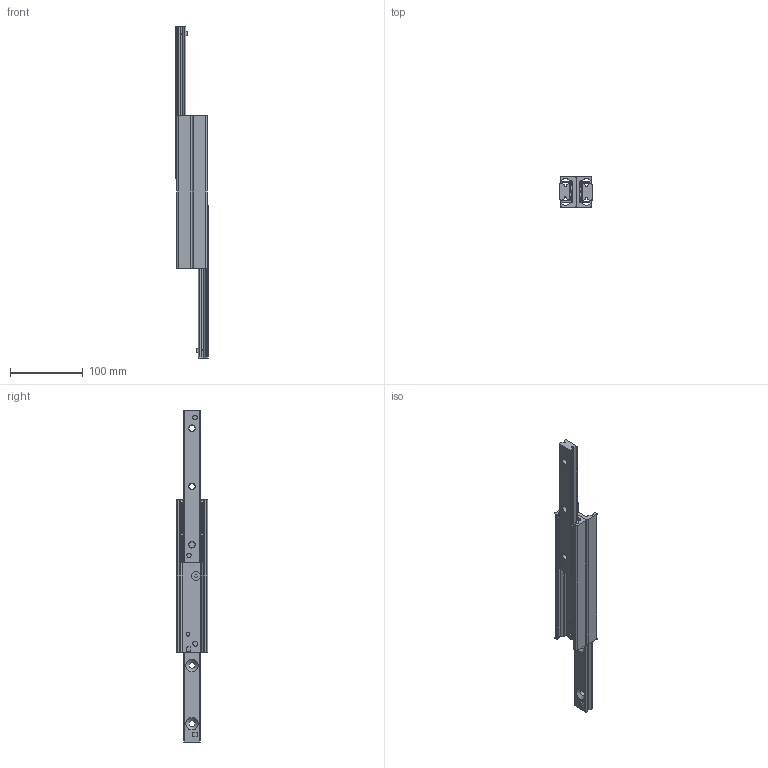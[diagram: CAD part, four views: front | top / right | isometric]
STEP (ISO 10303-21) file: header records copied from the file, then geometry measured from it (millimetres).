
FILE_DESCRIPTION((''),'2;1');
FILE_NAME('LCAH 43-0210.DD.stp','2011-03-08T13:24:09',('MKoza'),(''),'Autodesk Inventor 2009','Autodesk Inventor 2009','');
FILE_SCHEMA(('AUTOMOTIVE_DESIGN { 1 0 10303 214 1 1 1 1 }'));
Length unit declared in the file: millimetre
Products named in the file (9): LCAH 43.DD; LCH 43.L; LCH 43.R; LLMD 43; KF.LCA 43; AS.L 43; VKB.L 43 6x13,5; DIN 7991 M6x8; VKB.L 43 M6x4
Assembly tree (19 placements, depth 2):
  LCAH 43.DD
    LCH 43.L
    LCH 43.R
    LLMD 43  x2
    KF.LCA 43  x2
    AS.L 43  x4
    VKB.L 43 6x13,5  x4
    DIN 7991 M6x8  x3
    VKB.L 43 M6x4  x2
Bounding box: 44 x 43 x 456 mm (x, y, z)
Volume: 270919.4 mm3; surface area: 126428.6 mm2
Topology: 19 solids, 19 shells, 353 faces, 889 edges, 579 vertices
Faces by surface type: plane 201, cylinder 98, bspline 36, cone 18
Full cylindrical faces by diameter (mm): 6 x13, 7 x4, 12 x3
Entity records: 6578 total; most frequent: CARTESIAN_POINT 1576, DIRECTION 1018, ORIENTED_EDGE 914, EDGE_CURVE 457, AXIS2_PLACEMENT_3D 370, VERTEX_POINT 323, VECTOR 278, LINE 278
